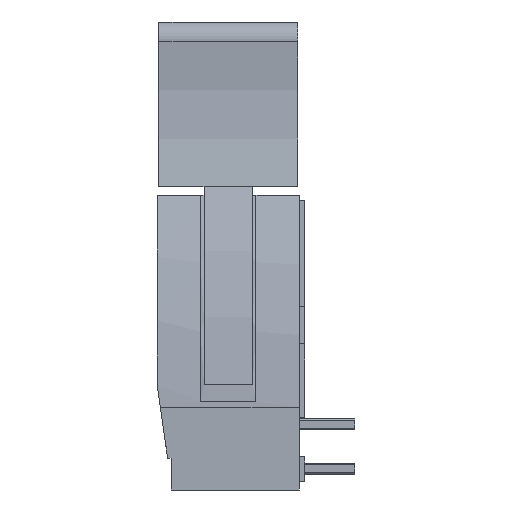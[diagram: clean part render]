
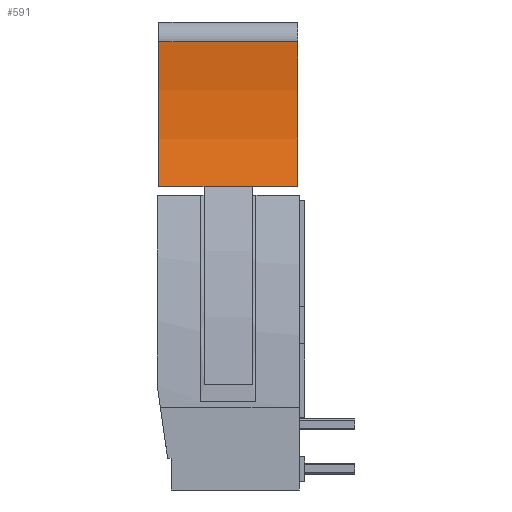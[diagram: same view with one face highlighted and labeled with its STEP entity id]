
A CAD part, left-side view. The second image highlights one B-rep face of the part: STEP entity #591.
In plain terms, the highlighted cylindrical face has radius 20 mm (diameter 40 mm), a partial arc.
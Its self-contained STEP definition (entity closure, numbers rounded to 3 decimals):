
#591 = ADVANCED_FACE ( 'NONE', ( #23072 ), #23116, .F. ) ;
#16971 = EDGE_CURVE ( 'NONE', #6285, #17250, #15424, .T. ) ;
#17250 = VERTEX_POINT ( 'NONE', #15586 ) ;
#17761 = CARTESIAN_POINT ( 'NONE',  ( -28.601, 3., 4. ) ) ;
#18635 = CARTESIAN_POINT ( 'NONE',  ( -28.601, 8.4, 4. ) ) ;
#2360 = ORIENTED_EDGE ( 'NONE', *, *, #2908, .F. ) ;
#2788 = ORIENTED_EDGE ( 'NONE', *, *, #9237, .T. ) ;
#2908 = EDGE_CURVE ( 'NONE', #9433, #6285, #5371, .T. ) ;
#19441 = LINE ( 'NONE', #19442, #19443 ) ;
#19442 = CARTESIAN_POINT ( 'NONE',  ( -28.601, 5.8, 4. ) ) ;
#19443 = VECTOR ( 'NONE', #19444, 1000. ) ;
#19444 = DIRECTION ( 'NONE',  ( 0., -1., 0. ) ) ;
#3139 = VERTEX_POINT ( 'NONE', #5960 ) ;
#3564 = ORIENTED_EDGE ( 'NONE', *, *, #6748, .T. ) ;
#20145 = LINE ( 'NONE', #20146, #20147 ) ;
#20146 = CARTESIAN_POINT ( 'NONE',  ( -28.601, 8.4, 4. ) ) ;
#20147 = VECTOR ( 'NONE', #20148, 1000. ) ;
#20148 = DIRECTION ( 'NONE',  ( 0., -1., 0. ) ) ;
#4331 = ORIENTED_EDGE ( 'NONE', *, *, #22758, .T. ) ;
#21280 = VERTEX_POINT ( 'NONE', #17761 ) ;
#5229 = ORIENTED_EDGE ( 'NONE', *, *, #23410, .T. ) ;
#5371 = LINE ( 'NONE', #5372, #5373 ) ;
#5372 = CARTESIAN_POINT ( 'NONE',  ( -28.035, 8.4, 12.357 ) ) ;
#5373 = VECTOR ( 'NONE', #5374, 1000. ) ;
#5374 = DIRECTION ( 'NONE',  ( 0., -1., 0. ) ) ;
#21974 = VERTEX_POINT ( 'NONE', #18635 ) ;
#5960 = CARTESIAN_POINT ( 'NONE',  ( -28.601, 5.8, 4. ) ) ;
#6285 = VERTEX_POINT ( 'NONE', #10414 ) ;
#22758 = EDGE_CURVE ( 'NONE', #3139, #21280, #19441, .T. ) ;
#23072 = FACE_OUTER_BOUND ( 'NONE', #11688, .T. ) ;
#23116 = CYLINDRICAL_SURFACE ( 'NONE', #23117, 20. ) ;
#23117 = AXIS2_PLACEMENT_3D ( 'NONE', #23118, #23119, #23120 ) ;
#23118 = CARTESIAN_POINT ( 'NONE',  ( -47.83, 8.4, 9.5 ) ) ;
#23119 = DIRECTION ( 'NONE',  ( 0., -1., 0. ) ) ;
#23120 = DIRECTION ( 'NONE',  ( 0., 0., -1. ) ) ;
#6748 = EDGE_CURVE ( 'NONE', #21974, #3139, #10580, .T. ) ;
#23410 = EDGE_CURVE ( 'NONE', #21280, #17250, #20145, .T. ) ;
#9237 = EDGE_CURVE ( 'NONE', #9433, #21974, #11619, .T. ) ;
#9433 = VERTEX_POINT ( 'NONE', #11670 ) ;
#10414 = CARTESIAN_POINT ( 'NONE',  ( -28.035, 0.4, 12.357 ) ) ;
#10580 = LINE ( 'NONE', #10581, #10582 ) ;
#10581 = CARTESIAN_POINT ( 'NONE',  ( -28.601, 8.4, 4. ) ) ;
#10582 = VECTOR ( 'NONE', #10583, 1000. ) ;
#10583 = DIRECTION ( 'NONE',  ( 0., -1., 0. ) ) ;
#11619 = CIRCLE ( 'NONE', #11620, 20. ) ;
#11620 = AXIS2_PLACEMENT_3D ( 'NONE', #11621, #11622, #11623 ) ;
#11621 = CARTESIAN_POINT ( 'NONE',  ( -47.83, 8.4, 9.5 ) ) ;
#11622 = DIRECTION ( 'NONE',  ( 0., 1., 0. ) ) ;
#11623 = DIRECTION ( 'NONE',  ( 0., 0., 1. ) ) ;
#11670 = CARTESIAN_POINT ( 'NONE',  ( -28.035, 8.4, 12.357 ) ) ;
#11688 = EDGE_LOOP ( 'NONE', ( #11997, #2360, #2788, #3564, #4331, #5229 ) ) ;
#11997 = ORIENTED_EDGE ( 'NONE', *, *, #16971, .F. ) ;
#15424 = CIRCLE ( 'NONE', #15425, 20. ) ;
#15425 = AXIS2_PLACEMENT_3D ( 'NONE', #15426, #15427, #15428 ) ;
#15426 = CARTESIAN_POINT ( 'NONE',  ( -47.83, 0.4, 9.5 ) ) ;
#15427 = DIRECTION ( 'NONE',  ( 0., 1., 0. ) ) ;
#15428 = DIRECTION ( 'NONE',  ( 0., 0., 1. ) ) ;
#15586 = CARTESIAN_POINT ( 'NONE',  ( -28.601, 0.4, 4. ) ) ;
